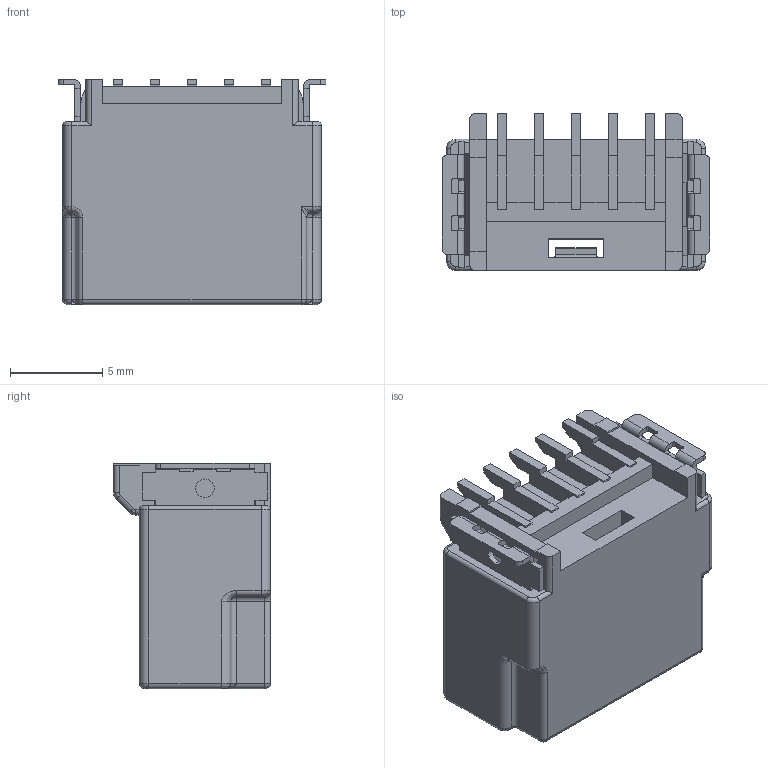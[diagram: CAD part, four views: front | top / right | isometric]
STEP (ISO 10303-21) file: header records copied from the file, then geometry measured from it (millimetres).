
FILE_DESCRIPTION((''),'2;1');
FILE_NAME('CVM_020_D_SMT_5M_V_ASSY','2020-10-16T15:30:11',('drkoo'),(''),'CREO PARAMETRIC BY PTC INC, 2017380','CREO PARAMETRIC BY PTC INC, 2017380','');
FILE_SCHEMA(('CONFIG_CONTROL_DESIGN'));
Length unit declared in the file: millimetre
Products named in the file (1): CVM_020_D_SMT_5M_V_ASSY
Bounding box: 14.5 x 8.5 x 12.2 mm (x, y, z)
Volume: 542.1 mm3; surface area: 1337.5 mm2
Topology: 1 solids, 1 shells, 686 faces, 1816 edges, 1098 vertices
Faces by surface type: plane 351, cylinder 233, torus 33, sphere 30, cone 22, bspline 17
Entity records: 21491 total; most frequent: CARTESIAN_POINT 4696, ORIENTED_EDGE 3552, DIRECTION 3440, EDGE_CURVE 1776, VECTOR 1240, LINE 1240, AXIS2_PLACEMENT_3D 1100, VERTEX_POINT 1098
